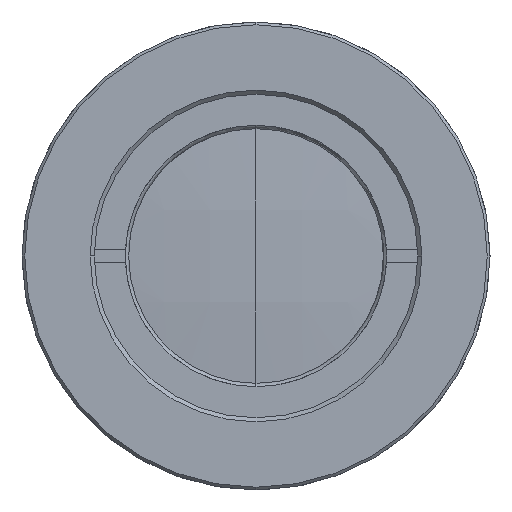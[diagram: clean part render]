
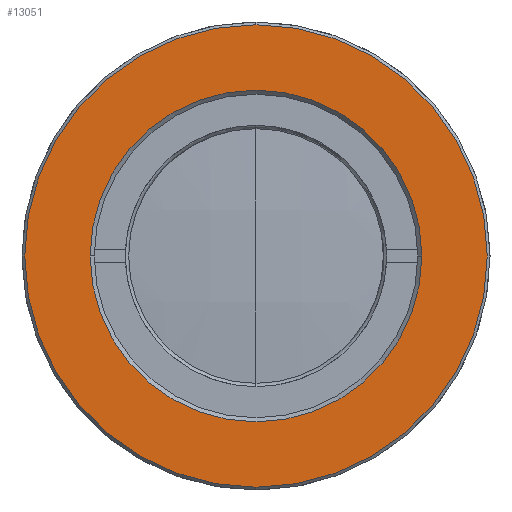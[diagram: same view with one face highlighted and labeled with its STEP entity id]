
A CAD part, left-side view. The second image highlights one B-rep face of the part: STEP entity #13051.
In plain terms, the highlighted planar face has unit normal (-1, 0, 0).
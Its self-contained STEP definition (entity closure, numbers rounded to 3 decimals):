
#96 = VERTEX_POINT ( 'NONE', #3013 ) ;
#348 = VERTEX_POINT ( 'NONE', #6701 ) ;
#966 = FACE_OUTER_BOUND ( 'NONE', #12377, .T. ) ;
#1607 = DIRECTION ( 'NONE',  ( 0., -1., 0. ) ) ;
#1788 = DIRECTION ( 'NONE',  ( 1., 0., 0. ) ) ;
#1814 = FACE_BOUND ( 'NONE', #7934, .T. ) ;
#2234 = CARTESIAN_POINT ( 'NONE',  ( -47.026, 0., 0. ) ) ;
#2700 = EDGE_CURVE ( 'NONE', #12069, #4741, #6917, .T. ) ;
#2799 = DIRECTION ( 'NONE',  ( 0., 0., -1. ) ) ;
#2820 = DIRECTION ( 'NONE',  ( 1., 0., 0. ) ) ;
#3013 = CARTESIAN_POINT ( 'NONE',  ( -47.026, 0., -16.8 ) ) ;
#3587 = DIRECTION ( 'NONE',  ( 1., 0., 0. ) ) ;
#3637 = DIRECTION ( 'NONE',  ( 1., 0., 0. ) ) ;
#4190 = ORIENTED_EDGE ( 'NONE', *, *, #2700, .T. ) ;
#4357 = EDGE_CURVE ( 'NONE', #348, #96, #9902, .T. ) ;
#4741 = VERTEX_POINT ( 'NONE', #5713 ) ;
#4811 = DIRECTION ( 'NONE',  ( 0., -1., 0. ) ) ;
#5192 = EDGE_CURVE ( 'NONE', #96, #348, #7321, .T. ) ;
#5420 = ORIENTED_EDGE ( 'NONE', *, *, #5679, .T. ) ;
#5679 = EDGE_CURVE ( 'NONE', #4741, #12069, #7755, .T. ) ;
#5713 = CARTESIAN_POINT ( 'NONE',  ( -47.026, -12.05, 0. ) ) ;
#5902 = CARTESIAN_POINT ( 'NONE',  ( -47.026, 0., 0. ) ) ;
#6479 = AXIS2_PLACEMENT_3D ( 'NONE', #12973, #3637, #1607 ) ;
#6701 = CARTESIAN_POINT ( 'NONE',  ( -47.026, 0., 16.8 ) ) ;
#6917 = CIRCLE ( 'NONE', #6479, 12.05 ) ;
#7321 = CIRCLE ( 'NONE', #8182, 16.8 ) ;
#7534 = AXIS2_PLACEMENT_3D ( 'NONE', #7981, #1788, #2799 ) ;
#7755 = CIRCLE ( 'NONE', #10319, 12.05 ) ;
#7934 = EDGE_LOOP ( 'NONE', ( #5420, #4190 ) ) ;
#7981 = CARTESIAN_POINT ( 'NONE',  ( -47.026, 0., 0. ) ) ;
#8182 = AXIS2_PLACEMENT_3D ( 'NONE', #2234, #3587, #8619 ) ;
#8619 = DIRECTION ( 'NONE',  ( 0., 0., -1. ) ) ;
#9902 = CIRCLE ( 'NONE', #7534, 16.8 ) ;
#10319 = AXIS2_PLACEMENT_3D ( 'NONE', #5902, #2820, #4811 ) ;
#10573 = ORIENTED_EDGE ( 'NONE', *, *, #5192, .F. ) ;
#10864 = AXIS2_PLACEMENT_3D ( 'NONE', #11395, #12273, #13378 ) ;
#11395 = CARTESIAN_POINT ( 'NONE',  ( -47.026, 0., 17. ) ) ;
#12069 = VERTEX_POINT ( 'NONE', #12780 ) ;
#12273 = DIRECTION ( 'NONE',  ( -1., 0., 0. ) ) ;
#12377 = EDGE_LOOP ( 'NONE', ( #10573, #13166 ) ) ;
#12413 = PLANE ( 'NONE',  #10864 ) ;
#12780 = CARTESIAN_POINT ( 'NONE',  ( -47.026, 12.05, 0. ) ) ;
#12973 = CARTESIAN_POINT ( 'NONE',  ( -47.026, 0., 0. ) ) ;
#13051 = ADVANCED_FACE ( 'NONE', ( #1814, #966 ), #12413, .T. ) ;
#13166 = ORIENTED_EDGE ( 'NONE', *, *, #4357, .F. ) ;
#13378 = DIRECTION ( 'NONE',  ( 0., 0., 1. ) ) ;
